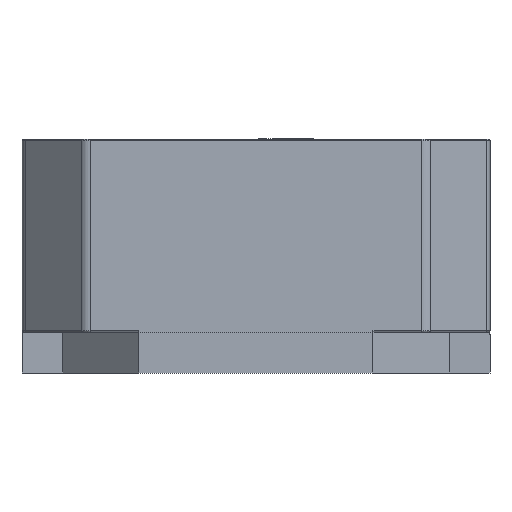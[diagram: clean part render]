
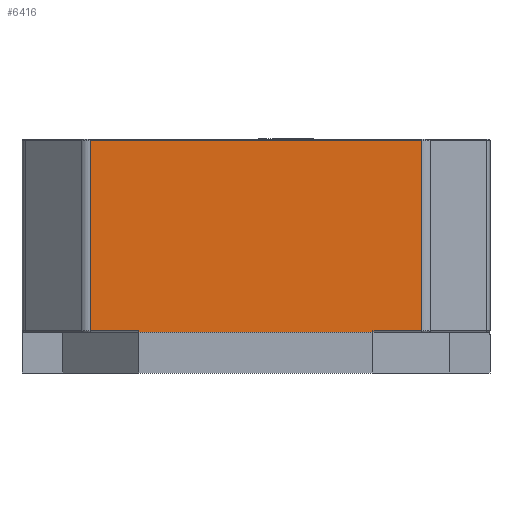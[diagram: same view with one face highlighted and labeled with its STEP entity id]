
A CAD part, front view. The second image highlights one B-rep face of the part: STEP entity #6416.
In plain terms, the highlighted planar face has unit normal (0, -1, 0).
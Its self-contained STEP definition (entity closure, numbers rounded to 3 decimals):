
#50 = VECTOR ( 'NONE', #633, 1000. ) ;
#382 = CARTESIAN_POINT ( 'NONE',  ( -1., -2., 0.01 ) ) ;
#473 = VECTOR ( 'NONE', #7523, 1000. ) ;
#534 = LINE ( 'NONE', #2877, #2926 ) ;
#633 = DIRECTION ( 'NONE',  ( -1., 0., 0. ) ) ;
#668 = DIRECTION ( 'NONE',  ( 0., 0., 1. ) ) ;
#816 = CARTESIAN_POINT ( 'NONE',  ( -1., -2., 0. ) ) ;
#1004 = VECTOR ( 'NONE', #5080, 1000. ) ;
#1148 = VERTEX_POINT ( 'NONE', #5076 ) ;
#1400 = VERTEX_POINT ( 'NONE', #816 ) ;
#1531 = VERTEX_POINT ( 'NONE', #1935 ) ;
#1665 = VECTOR ( 'NONE', #1900, 1000. ) ;
#1723 = CARTESIAN_POINT ( 'NONE',  ( 1., -2., 0. ) ) ;
#1793 = EDGE_CURVE ( 'NONE', #1400, #4859, #3877, .T. ) ;
#1900 = DIRECTION ( 'NONE',  ( 0., 0., 1. ) ) ;
#1935 = CARTESIAN_POINT ( 'NONE',  ( 1., -2., 0.01 ) ) ;
#2067 = CARTESIAN_POINT ( 'NONE',  ( -1.419, -2., 1.64 ) ) ;
#2125 = EDGE_CURVE ( 'NONE', #5724, #6915, #7085, .T. ) ;
#2166 = EDGE_CURVE ( 'NONE', #4859, #5724, #3041, .T. ) ;
#2478 = CARTESIAN_POINT ( 'NONE',  ( -2., -2., 1.65 ) ) ;
#2640 = VECTOR ( 'NONE', #4594, 1000. ) ;
#2842 = CARTESIAN_POINT ( 'NONE',  ( -2., -2., 0.01 ) ) ;
#2877 = CARTESIAN_POINT ( 'NONE',  ( 1.419, -2., 1.65 ) ) ;
#2926 = VECTOR ( 'NONE', #6556, 1000. ) ;
#2967 = DIRECTION ( 'NONE',  ( 0., 1., 0. ) ) ;
#3024 = ORIENTED_EDGE ( 'NONE', *, *, #4310, .F. ) ;
#3041 = LINE ( 'NONE', #5964, #50 ) ;
#3042 = VERTEX_POINT ( 'NONE', #1723 ) ;
#3048 = CARTESIAN_POINT ( 'NONE',  ( 1.419, -2., 0.01 ) ) ;
#3340 = LINE ( 'NONE', #2842, #5678 ) ;
#3503 = CARTESIAN_POINT ( 'NONE',  ( -1.419, -2., 1.65 ) ) ;
#3775 = ORIENTED_EDGE ( 'NONE', *, *, #7166, .F. ) ;
#3794 = EDGE_CURVE ( 'NONE', #4516, #1531, #3340, .T. ) ;
#3800 = VECTOR ( 'NONE', #4638, 1000. ) ;
#3877 = LINE ( 'NONE', #7493, #2640 ) ;
#4225 = EDGE_CURVE ( 'NONE', #1148, #4516, #534, .T. ) ;
#4310 = EDGE_CURVE ( 'NONE', #3042, #1400, #4375, .T. ) ;
#4375 = LINE ( 'NONE', #4419, #473 ) ;
#4419 = CARTESIAN_POINT ( 'NONE',  ( -2., -2., 0. ) ) ;
#4494 = CARTESIAN_POINT ( 'NONE',  ( 0., -2., 1.64 ) ) ;
#4516 = VERTEX_POINT ( 'NONE', #3048 ) ;
#4594 = DIRECTION ( 'NONE',  ( 0., 0., 1. ) ) ;
#4638 = DIRECTION ( 'NONE',  ( 0., 0., -1. ) ) ;
#4764 = PLANE ( 'NONE',  #6949 ) ;
#4859 = VERTEX_POINT ( 'NONE', #382 ) ;
#5076 = CARTESIAN_POINT ( 'NONE',  ( 1.419, -2., 1.64 ) ) ;
#5080 = DIRECTION ( 'NONE',  ( 1., 0., 0. ) ) ;
#5221 = EDGE_LOOP ( 'NONE', ( #7086, #5337, #3775, #6953, #5358, #6249, #3024, #7373 ) ) ;
#5222 = LINE ( 'NONE', #5381, #3800 ) ;
#5337 = ORIENTED_EDGE ( 'NONE', *, *, #4225, .F. ) ;
#5358 = ORIENTED_EDGE ( 'NONE', *, *, #2166, .F. ) ;
#5381 = CARTESIAN_POINT ( 'NONE',  ( 1., -2., 1.65 ) ) ;
#5678 = VECTOR ( 'NONE', #7532, 1000. ) ;
#5683 = LINE ( 'NONE', #4494, #1004 ) ;
#5724 = VERTEX_POINT ( 'NONE', #6410 ) ;
#5741 = EDGE_CURVE ( 'NONE', #1531, #3042, #5222, .T. ) ;
#5964 = CARTESIAN_POINT ( 'NONE',  ( -2., -2., 0.01 ) ) ;
#6249 = ORIENTED_EDGE ( 'NONE', *, *, #1793, .F. ) ;
#6410 = CARTESIAN_POINT ( 'NONE',  ( -1.419, -2., 0.01 ) ) ;
#6416 = ADVANCED_FACE ( 'NONE', ( #6654 ), #4764, .F. ) ;
#6556 = DIRECTION ( 'NONE',  ( 0., 0., -1. ) ) ;
#6654 = FACE_OUTER_BOUND ( 'NONE', #5221, .T. ) ;
#6915 = VERTEX_POINT ( 'NONE', #2067 ) ;
#6949 = AXIS2_PLACEMENT_3D ( 'NONE', #2478, #2967, #668 ) ;
#6953 = ORIENTED_EDGE ( 'NONE', *, *, #2125, .F. ) ;
#7085 = LINE ( 'NONE', #3503, #1665 ) ;
#7086 = ORIENTED_EDGE ( 'NONE', *, *, #3794, .F. ) ;
#7166 = EDGE_CURVE ( 'NONE', #6915, #1148, #5683, .T. ) ;
#7373 = ORIENTED_EDGE ( 'NONE', *, *, #5741, .F. ) ;
#7493 = CARTESIAN_POINT ( 'NONE',  ( -1., -2., 1.65 ) ) ;
#7523 = DIRECTION ( 'NONE',  ( -1., 0., 0. ) ) ;
#7532 = DIRECTION ( 'NONE',  ( -1., 0., 0. ) ) ;
